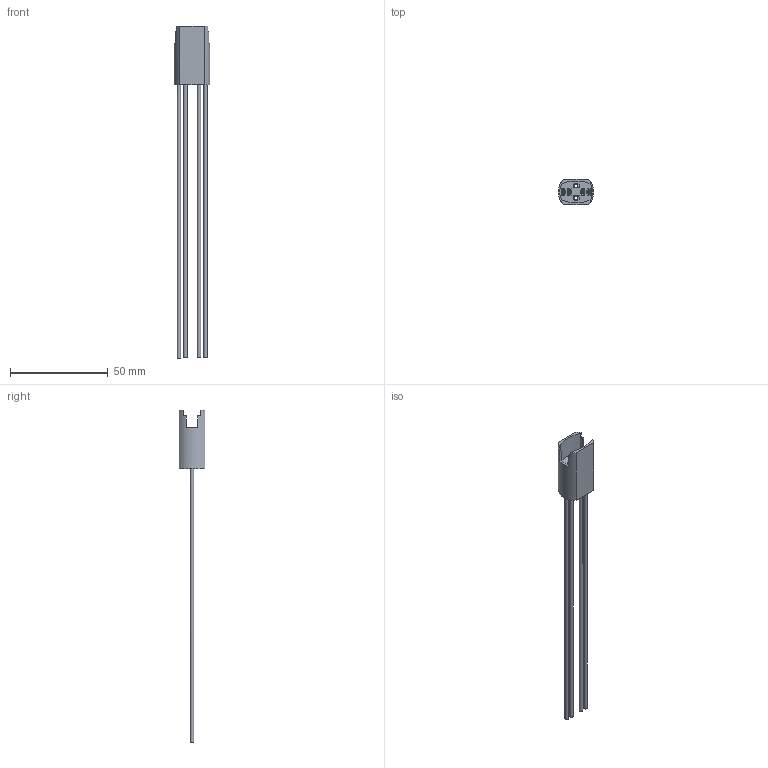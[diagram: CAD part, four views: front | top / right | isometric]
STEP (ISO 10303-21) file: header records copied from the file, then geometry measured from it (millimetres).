
FILE_DESCRIPTION(/* description */ ('','CAx-IF Rec.Pracs.---Representation and Presentation of Product Manufacturing Information (PMI)---4.0---2014-10-13'),/* implementation_level */ '2;1');
FILE_NAME(/* name */ 'PVP7WSN.stp',/* time_stamp */ '2019-06-11T09:12:16-05:00',/* author */ ('mroman'),/* organization */ (''),/* preprocessor_version */ 'ST-DEVELOPER v17',/* originating_system */ 'Autodesk Inventor 2018',/* authorisation */ '');
FILE_SCHEMA (('AP242_MANAGED_MODEL_BASED_3D_ENGINEERING_MIM_LF { 1 0 10303 442 1 1 4 }'));
Length unit declared in the file: millimetre
Products named in the file (1): PVP7WSN
Bounding box: 18.2 x 13 x 170 mm (x, y, z)
Volume: 5424.2 mm3; surface area: 6996.1 mm2
Topology: 1 solids, 1 shells, 262 faces, 768 edges, 500 vertices
Faces by surface type: plane 178, cylinder 60, bspline 24
Full cylindrical faces by diameter (mm): 1.8 x6
Entity records: 9708 total; most frequent: CARTESIAN_POINT 2588, ORIENTED_EDGE 1544, DIRECTION 1400, EDGE_CURVE 772, LINE 544, VECTOR 544, VERTEX_POINT 500, AXIS2_PLACEMENT_3D 432
